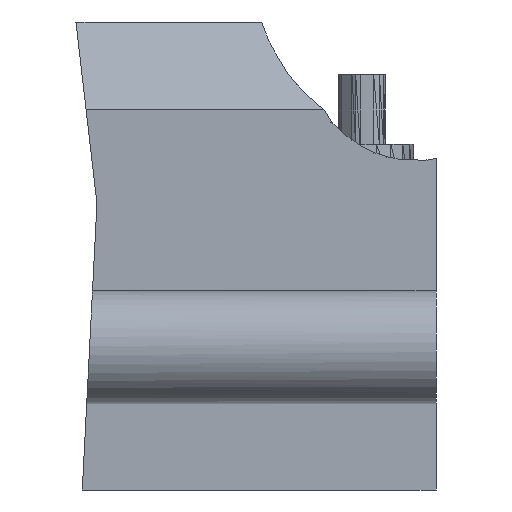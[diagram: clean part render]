
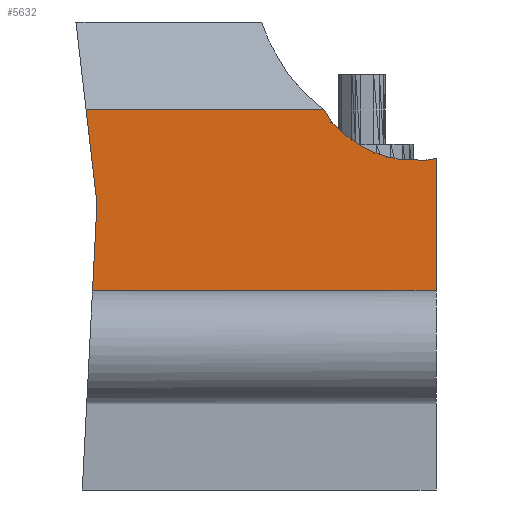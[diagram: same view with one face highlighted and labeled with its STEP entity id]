
A CAD part, left-side view. The second image highlights one B-rep face of the part: STEP entity #5632.
In plain terms, the highlighted planar face has unit normal (-1, 0, 0).
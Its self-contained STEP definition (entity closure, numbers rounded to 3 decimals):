
#431=PLANE('',#6062);
#856=FACE_OUTER_BOUND('',#1282,.T.);
#1282=EDGE_LOOP('',(#4223,#4224,#4225,#4226,#4227,#4228,#4229,#4230,#4231,
#4232,#4233,#4234,#4235,#4236,#4237,#4238,#4239,#4240));
#1707=LINE('',#8078,#2428);
#1722=LINE('',#8110,#2443);
#1749=LINE('',#8164,#2470);
#1750=LINE('',#8166,#2471);
#1751=LINE('',#8168,#2472);
#1752=LINE('',#8170,#2473);
#1753=LINE('',#8172,#2474);
#1754=LINE('',#8174,#2475);
#1755=LINE('',#8176,#2476);
#1756=LINE('',#8178,#2477);
#1757=LINE('',#8180,#2478);
#1758=LINE('',#8182,#2479);
#1759=LINE('',#8184,#2480);
#1760=LINE('',#8186,#2481);
#1761=LINE('',#8188,#2482);
#1762=LINE('',#8190,#2483);
#1763=LINE('',#8191,#2484);
#1764=LINE('',#8192,#2485);
#2428=VECTOR('',#6495,23.14);
#2443=VECTOR('',#6514,16.027);
#2470=VECTOR('',#6545,5.873);
#2471=VECTOR('',#6546,8.928);
#2472=VECTOR('',#6547,0.546);
#2473=VECTOR('',#6548,0.357);
#2474=VECTOR('',#6549,0.715);
#2475=VECTOR('',#6550,0.878);
#2476=VECTOR('',#6551,0.809);
#2477=VECTOR('',#6552,1.038);
#2478=VECTOR('',#6553,0.681);
#2479=VECTOR('',#6554,1.021);
#2480=VECTOR('',#6555,0.353);
#2481=VECTOR('',#6556,1.278);
#2482=VECTOR('',#6557,0.194);
#2483=VECTOR('',#6558,0.103);
#2484=VECTOR('',#6559,0.817);
#2485=VECTOR('',#6560,6.409);
#3151=VERTEX_POINT('',#8072);
#3153=VERTEX_POINT('',#8076);
#3167=VERTEX_POINT('',#8107);
#3168=VERTEX_POINT('',#8109);
#3193=VERTEX_POINT('',#8163);
#3194=VERTEX_POINT('',#8165);
#3195=VERTEX_POINT('',#8167);
#3196=VERTEX_POINT('',#8169);
#3197=VERTEX_POINT('',#8171);
#3198=VERTEX_POINT('',#8173);
#3199=VERTEX_POINT('',#8175);
#3200=VERTEX_POINT('',#8177);
#3201=VERTEX_POINT('',#8179);
#3202=VERTEX_POINT('',#8181);
#3203=VERTEX_POINT('',#8183);
#3204=VERTEX_POINT('',#8185);
#3205=VERTEX_POINT('',#8187);
#3206=VERTEX_POINT('',#8189);
#3454=EDGE_CURVE('',#3151,#3153,#1707,.T.);
#3469=EDGE_CURVE('',#3168,#3167,#1722,.T.);
#3496=EDGE_CURVE('',#3151,#3193,#1749,.T.);
#3497=EDGE_CURVE('',#3194,#3153,#1750,.T.);
#3498=EDGE_CURVE('',#3195,#3194,#1751,.T.);
#3499=EDGE_CURVE('',#3196,#3195,#1752,.T.);
#3500=EDGE_CURVE('',#3197,#3196,#1753,.T.);
#3501=EDGE_CURVE('',#3198,#3197,#1754,.T.);
#3502=EDGE_CURVE('',#3199,#3198,#1755,.T.);
#3503=EDGE_CURVE('',#3200,#3199,#1756,.T.);
#3504=EDGE_CURVE('',#3201,#3200,#1757,.T.);
#3505=EDGE_CURVE('',#3202,#3201,#1758,.T.);
#3506=EDGE_CURVE('',#3203,#3202,#1759,.T.);
#3507=EDGE_CURVE('',#3204,#3203,#1760,.T.);
#3508=EDGE_CURVE('',#3205,#3204,#1761,.T.);
#3509=EDGE_CURVE('',#3206,#3205,#1762,.T.);
#3510=EDGE_CURVE('',#3168,#3206,#1763,.T.);
#3511=EDGE_CURVE('',#3193,#3167,#1764,.T.);
#4223=ORIENTED_EDGE('',*,*,#3496,.F.);
#4224=ORIENTED_EDGE('',*,*,#3454,.T.);
#4225=ORIENTED_EDGE('',*,*,#3497,.F.);
#4226=ORIENTED_EDGE('',*,*,#3498,.F.);
#4227=ORIENTED_EDGE('',*,*,#3499,.F.);
#4228=ORIENTED_EDGE('',*,*,#3500,.F.);
#4229=ORIENTED_EDGE('',*,*,#3501,.F.);
#4230=ORIENTED_EDGE('',*,*,#3502,.F.);
#4231=ORIENTED_EDGE('',*,*,#3503,.F.);
#4232=ORIENTED_EDGE('',*,*,#3504,.F.);
#4233=ORIENTED_EDGE('',*,*,#3505,.F.);
#4234=ORIENTED_EDGE('',*,*,#3506,.F.);
#4235=ORIENTED_EDGE('',*,*,#3507,.F.);
#4236=ORIENTED_EDGE('',*,*,#3508,.F.);
#4237=ORIENTED_EDGE('',*,*,#3509,.F.);
#4238=ORIENTED_EDGE('',*,*,#3510,.F.);
#4239=ORIENTED_EDGE('',*,*,#3469,.T.);
#4240=ORIENTED_EDGE('',*,*,#3511,.F.);
#5632=ADVANCED_FACE('',(#856),#431,.T.);
#6062=AXIS2_PLACEMENT_3D('',#8162,#6543,#6544);
#6495=DIRECTION('',(0.,-1.,0.));
#6514=DIRECTION('',(0.,1.,0.));
#6543=DIRECTION('center_axis',(-1.,0.,0.));
#6544=DIRECTION('ref_axis',(0.,0.,1.));
#6545=DIRECTION('',(0.,-0.051,0.999));
#6546=DIRECTION('',(0.,0.,-1.));
#6547=DIRECTION('',(0.,-0.988,0.154));
#6548=DIRECTION('',(0.,-0.983,0.181));
#6549=DIRECTION('',(0.,-0.992,-0.126));
#6550=DIRECTION('',(0.,-1.,0.004));
#6551=DIRECTION('',(0.,-0.979,-0.203));
#6552=DIRECTION('',(0.,-0.948,-0.318));
#6553=DIRECTION('',(0.,-0.896,-0.443));
#6554=DIRECTION('',(0.,-0.838,-0.545));
#6555=DIRECTION('',(0.,-0.792,-0.61));
#6556=DIRECTION('',(0.,-0.735,-0.678));
#6557=DIRECTION('',(0.,-0.671,-0.742));
#6558=DIRECTION('',(0.,-0.55,-0.835));
#6559=DIRECTION('',(0.,-0.513,-0.858));
#6560=DIRECTION('',(0.,0.115,0.993));
#8072=CARTESIAN_POINT('',(-9.8,-72.986,-173.783));
#8076=CARTESIAN_POINT('',(-9.8,-96.125,-173.783));
#8078=CARTESIAN_POINT('',(-9.8,-96.125,-173.783));
#8107=CARTESIAN_POINT('',(-9.8,-72.551,-161.55));
#8109=CARTESIAN_POINT('',(-9.8,-88.578,-161.55));
#8110=CARTESIAN_POINT('',(-9.8,-96.125,-161.55));
#8162=CARTESIAN_POINT('Origin',(-9.8,-96.125,-173.783));
#8163=CARTESIAN_POINT('',(-9.8,-73.286,-167.917));
#8164=CARTESIAN_POINT('',(-9.8,-73.076,-172.015));
#8165=CARTESIAN_POINT('',(-9.8,-96.125,-164.855));
#8166=CARTESIAN_POINT('',(-9.8,-96.125,-167.825));
#8167=CARTESIAN_POINT('',(-9.8,-95.586,-164.939));
#8168=CARTESIAN_POINT('',(-9.8,-94.992,-165.031));
#8169=CARTESIAN_POINT('',(-9.8,-95.234,-165.004));
#8170=CARTESIAN_POINT('',(-9.8,-95.628,-164.931));
#8171=CARTESIAN_POINT('',(-9.8,-94.525,-164.913));
#8172=CARTESIAN_POINT('',(-9.8,-95.623,-165.053));
#8173=CARTESIAN_POINT('',(-9.8,-93.647,-164.917));
#8174=CARTESIAN_POINT('',(-9.8,-95.604,-164.909));
#8175=CARTESIAN_POINT('',(-9.8,-92.855,-164.753));
#8176=CARTESIAN_POINT('',(-9.8,-94.961,-165.189));
#8177=CARTESIAN_POINT('',(-9.8,-91.871,-164.422));
#8178=CARTESIAN_POINT('',(-9.8,-95.938,-165.787));
#8179=CARTESIAN_POINT('',(-9.8,-91.26,-164.12));
#8180=CARTESIAN_POINT('',(-9.8,-94.971,-165.956));
#8181=CARTESIAN_POINT('',(-9.8,-90.404,-163.563));
#8182=CARTESIAN_POINT('',(-9.8,-95.266,-166.726));
#8183=CARTESIAN_POINT('',(-9.8,-90.124,-163.348));
#8184=CARTESIAN_POINT('',(-9.8,-94.58,-166.78));
#8185=CARTESIAN_POINT('',(-9.8,-89.184,-162.482));
#8186=CARTESIAN_POINT('',(-9.8,-94.318,-167.213));
#8187=CARTESIAN_POINT('',(-9.8,-89.054,-162.338));
#8188=CARTESIAN_POINT('',(-9.8,-93.506,-167.259));
#8189=CARTESIAN_POINT('',(-9.8,-88.997,-162.252));
#8190=CARTESIAN_POINT('',(-9.8,-92.305,-167.271));
#8191=CARTESIAN_POINT('',(-9.8,-92.309,-167.796));
#8192=CARTESIAN_POINT('',(-9.8,-73.411,-168.999));
